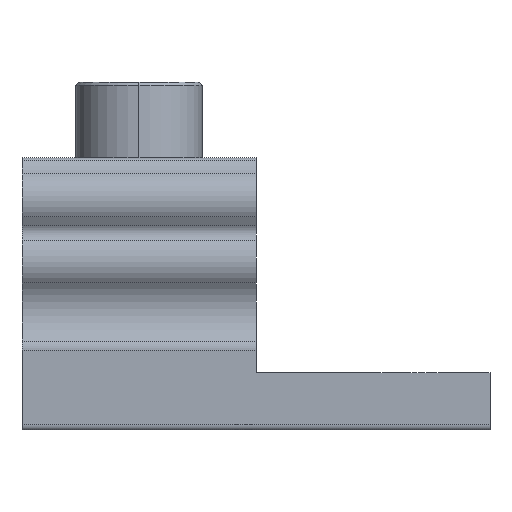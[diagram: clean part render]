
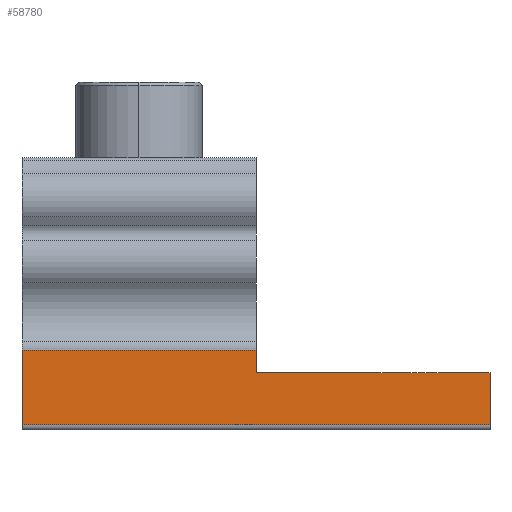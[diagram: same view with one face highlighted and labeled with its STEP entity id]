
A CAD part, front view. The second image highlights one B-rep face of the part: STEP entity #58780.
In plain terms, the highlighted planar face has unit normal (0, -1, 0).
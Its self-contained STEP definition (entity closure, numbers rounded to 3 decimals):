
#6270=CARTESIAN_POINT('',(-34.5,-16.,14.313));
#6280=VERTEX_POINT('',#6270);
#18630=CARTESIAN_POINT('',(-34.5,-16.,26.134));
#18640=VERTEX_POINT('',#18630);
#18670=CARTESIAN_POINT('',(-34.5,-16.,51.8));
#18680=DIRECTION('',(0.,0.,1.));
#18690=VECTOR('',#18680,1.);
#18700=LINE('',#18670,#18690);
#18710=EDGE_CURVE('',#6280,#18640,#18700,.T.);
#22000=CARTESIAN_POINT('',(32.,-16.,14.313)
);
#22010=DIRECTION('',(-1.,0.,0.));
#22020=VECTOR('',#22010,1.);
#22030=LINE('',#22000,#22020);
#22040=CARTESIAN_POINT('',(39.5,-16.,14.313));
#22050=VERTEX_POINT('',#22040);
#22060=EDGE_CURVE('',#22050,#6280,#22030,.T.);
#58390=CARTESIAN_POINT('',(-32.,-16.,22.8));
#58400=DIRECTION('',(0.,1.,0.));
#58410=DIRECTION('',(0.,0.,1.));
#58420=AXIS2_PLACEMENT_3D('',#58390,#58400,#58410);
#58430=PLANE('',#58420);
#58440=CARTESIAN_POINT('',(-32.,-16.,22.5));
#58450=DIRECTION('',(1.,0.,0.));
#58460=VECTOR('',#58450,1.);
#58470=LINE('',#58440,#58460);
#58480=CARTESIAN_POINT('',(2.5,-16.,22.5));
#58490=VERTEX_POINT('',#58480);
#58500=CARTESIAN_POINT('',(39.5,-16.,22.5));
#58510=VERTEX_POINT('',#58500);
#58520=EDGE_CURVE('',#58490,#58510,#58470,.T.);
#58530=ORIENTED_EDGE('',*,*,#58520,.F.);
#58540=CARTESIAN_POINT('',(39.5,-16.,51.8));
#58550=DIRECTION('',(0.,0.,1.));
#58560=VECTOR('',#58550,1.);
#58570=LINE('',#58540,#58560);
#58580=EDGE_CURVE('',#22050,#58510,#58570,.T.);
#58590=ORIENTED_EDGE('',*,*,#58580,.T.);
#58600=ORIENTED_EDGE('',*,*,#22060,.F.);
#58610=ORIENTED_EDGE('',*,*,#18710,.F.);
#58620=CARTESIAN_POINT('',(-34.5,-16.,26.134));
#58630=DIRECTION('',(1.,0.,0.));
#58640=VECTOR('',#58630,1.);
#58650=LINE('',#58620,#58640);
#58660=CARTESIAN_POINT('',(2.5,-16.,26.134));
#58670=VERTEX_POINT('',#58660);
#58680=EDGE_CURVE('',#18640,#58670,#58650,.T.);
#58690=ORIENTED_EDGE('',*,*,#58680,.F.);
#58700=CARTESIAN_POINT('',(2.5,-16.,51.8));
#58710=DIRECTION('',(0.,-0.,-1.));
#58720=VECTOR('',#58710,1.);
#58730=LINE('',#58700,#58720);
#58740=EDGE_CURVE('',#58670,#58490,#58730,.T.);
#58750=ORIENTED_EDGE('',*,*,#58740,.F.);
#58760=EDGE_LOOP('',(#58750,#58690,#58610,#58600,#58590,#58530));
#58770=FACE_OUTER_BOUND('',#58760,.T.);
#58780=ADVANCED_FACE('',(#58770),#58430,.F.);
